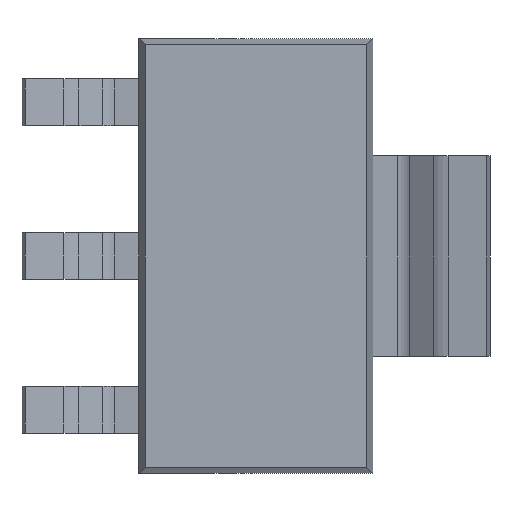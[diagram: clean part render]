
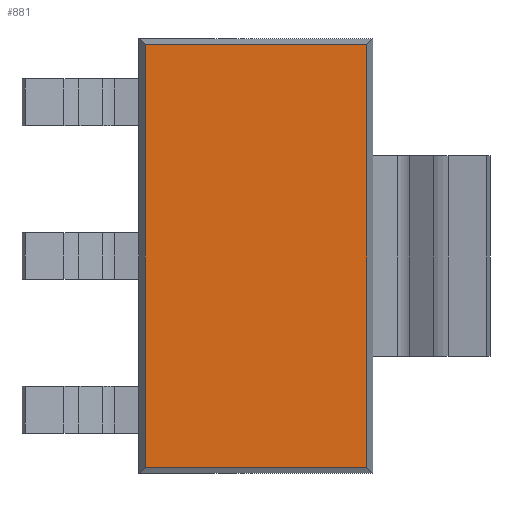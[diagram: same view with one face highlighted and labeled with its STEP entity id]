
A CAD part, front view. The second image highlights one B-rep face of the part: STEP entity #881.
In plain terms, the highlighted planar face has unit normal (0, -1, 0).
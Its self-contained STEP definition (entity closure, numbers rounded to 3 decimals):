
#72 = VERTEX_POINT ( 'NONE', #1115 ) ;
#145 = VECTOR ( 'NONE', #1532, 1000. ) ;
#180 = LINE ( 'NONE', #524, #534 ) ;
#188 = DIRECTION ( 'NONE',  ( 0., 0., -1. ) ) ;
#246 = FACE_OUTER_BOUND ( 'NONE', #405, .T. ) ;
#283 = CARTESIAN_POINT ( 'NONE',  ( -1.658, 0.1, -3.158 ) ) ;
#291 = ORIENTED_EDGE ( 'NONE', *, *, #1746, .T. ) ;
#405 = EDGE_LOOP ( 'NONE', ( #1789, #291, #1334, #675 ) ) ;
#508 = CARTESIAN_POINT ( 'NONE',  ( -1.658, 0.1, 3.25 ) ) ;
#524 = CARTESIAN_POINT ( 'NONE',  ( -1.658, 0.1, 3.25 ) ) ;
#534 = VECTOR ( 'NONE', #856, 1000. ) ;
#584 = AXIS2_PLACEMENT_3D ( 'NONE', #508, #1416, #1268 ) ;
#627 = VECTOR ( 'NONE', #1556, 1000. ) ;
#675 = ORIENTED_EDGE ( 'NONE', *, *, #1986, .T. ) ;
#731 = CARTESIAN_POINT ( 'NONE',  ( -1.658, 0.1, -3.158 ) ) ;
#767 = VERTEX_POINT ( 'NONE', #1975 ) ;
#805 = PLANE ( 'NONE',  #584 ) ;
#856 = DIRECTION ( 'NONE',  ( 0., 0., -1. ) ) ;
#877 = LINE ( 'NONE', #968, #978 ) ;
#881 = ADVANCED_FACE ( 'NONE', ( #246 ), #805, .F. ) ;
#940 = CARTESIAN_POINT ( 'NONE',  ( -1.658, 0.1, 3.158 ) ) ;
#962 = EDGE_CURVE ( 'NONE', #1585, #1983, #180, .T. ) ;
#968 = CARTESIAN_POINT ( 'NONE',  ( 1.658, 0.1, 3.25 ) ) ;
#978 = VECTOR ( 'NONE', #188, 1000. ) ;
#1115 = CARTESIAN_POINT ( 'NONE',  ( 1.658, 0.1, 3.158 ) ) ;
#1268 = DIRECTION ( 'NONE',  ( -1., 0., 0. ) ) ;
#1334 = ORIENTED_EDGE ( 'NONE', *, *, #1497, .F. ) ;
#1384 = LINE ( 'NONE', #731, #145 ) ;
#1416 = DIRECTION ( 'NONE',  ( 0., 1., 0. ) ) ;
#1459 = LINE ( 'NONE', #940, #627 ) ;
#1497 = EDGE_CURVE ( 'NONE', #72, #767, #877, .T. ) ;
#1532 = DIRECTION ( 'NONE',  ( 1., 0., 0. ) ) ;
#1556 = DIRECTION ( 'NONE',  ( -1., 0., 0. ) ) ;
#1585 = VERTEX_POINT ( 'NONE', #1947 ) ;
#1746 = EDGE_CURVE ( 'NONE', #1983, #767, #1384, .T. ) ;
#1789 = ORIENTED_EDGE ( 'NONE', *, *, #962, .T. ) ;
#1947 = CARTESIAN_POINT ( 'NONE',  ( -1.658, 0.1, 3.158 ) ) ;
#1975 = CARTESIAN_POINT ( 'NONE',  ( 1.658, 0.1, -3.158 ) ) ;
#1983 = VERTEX_POINT ( 'NONE', #283 ) ;
#1986 = EDGE_CURVE ( 'NONE', #72, #1585, #1459, .T. ) ;
